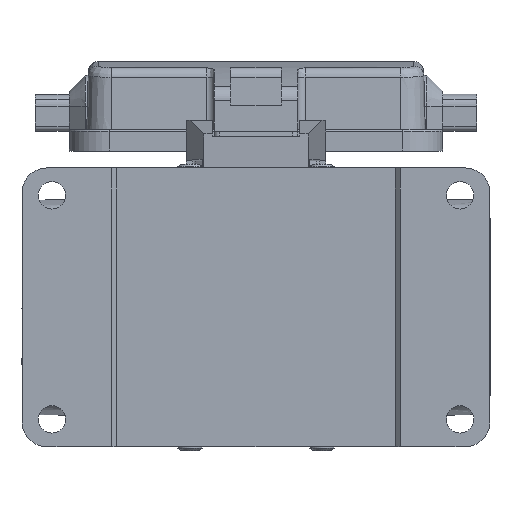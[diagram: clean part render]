
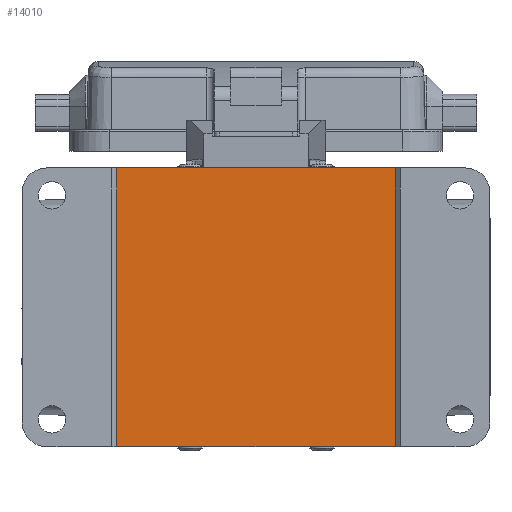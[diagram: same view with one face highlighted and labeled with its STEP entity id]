
A CAD part, front view. The second image highlights one B-rep face of the part: STEP entity #14010.
In plain terms, the highlighted planar face has unit normal (0, -1, 0).
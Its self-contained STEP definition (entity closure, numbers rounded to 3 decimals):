
#4481 = EDGE_LOOP ( 'NONE', ( #10249, #10253, #10266, #10235 ) ) ;
#5032 = PLANE ( 'NONE',  #19620 ) ;
#5033 = CARTESIAN_POINT ( 'NONE',  ( 28., -76., 33.6 ) ) ;
#5035 = DIRECTION ( 'NONE',  ( 0., 1., 0. ) ) ;
#5036 = DIRECTION ( 'NONE',  ( 0., 0., 1. ) ) ;
#5732 = LINE ( 'NONE', #5733, #12139 ) ;
#5733 = CARTESIAN_POINT ( 'NONE',  ( -47., -76., 28. ) ) ;
#5734 = DIRECTION ( 'NONE',  ( 1., 0., 0. ) ) ;
#10235 = ORIENTED_EDGE ( 'NONE', *, *, #10389, .T. ) ;
#10249 = ORIENTED_EDGE ( 'NONE', *, *, #10385, .F. ) ;
#10253 = ORIENTED_EDGE ( 'NONE', *, *, #10396, .T. ) ;
#10266 = ORIENTED_EDGE ( 'NONE', *, *, #10499, .F. ) ;
#10385 = EDGE_CURVE ( 'NONE', #17706, #18013, #12980, .T. ) ;
#10389 = EDGE_CURVE ( 'NONE', #17931, #18013, #12992, .T. ) ;
#10396 = EDGE_CURVE ( 'NONE', #17706, #17939, #13028, .T. ) ;
#10499 = EDGE_CURVE ( 'NONE', #17931, #17939, #5732, .T. ) ;
#12139 = VECTOR ( 'NONE', #5734, 1000. ) ;
#12155 = VECTOR ( 'NONE', #13030, 1000. ) ;
#12168 = VECTOR ( 'NONE', #12982, 1000. ) ;
#12169 = VECTOR ( 'NONE', #12994, 1000. ) ;
#12980 = LINE ( 'NONE', #12981, #12168 ) ;
#12981 = CARTESIAN_POINT ( 'NONE',  ( 47., -76., -28. ) ) ;
#12982 = DIRECTION ( 'NONE',  ( -1., 0., 0. ) ) ;
#12992 = LINE ( 'NONE', #12993, #12169 ) ;
#12993 = CARTESIAN_POINT ( 'NONE',  ( -28., -76., 33.6 ) ) ;
#12994 = DIRECTION ( 'NONE',  ( 0., 0., -1. ) ) ;
#13028 = LINE ( 'NONE', #13029, #12155 ) ;
#13029 = CARTESIAN_POINT ( 'NONE',  ( 28., -76., 33.6 ) ) ;
#13030 = DIRECTION ( 'NONE',  ( 0., 0., 1. ) ) ;
#14010 = ADVANCED_FACE ( 'NONE', ( #19617 ), #5032, .F. ) ;
#16124 = CARTESIAN_POINT ( 'NONE',  ( 28., -76., -28. ) ) ;
#16212 = CARTESIAN_POINT ( 'NONE',  ( -28., -76., 28. ) ) ;
#16213 = CARTESIAN_POINT ( 'NONE',  ( 28., -76., 28. ) ) ;
#16255 = CARTESIAN_POINT ( 'NONE',  ( -28., -76., -28. ) ) ;
#17706 = VERTEX_POINT ( 'NONE', #16124 ) ;
#17931 = VERTEX_POINT ( 'NONE', #16212 ) ;
#17939 = VERTEX_POINT ( 'NONE', #16213 ) ;
#18013 = VERTEX_POINT ( 'NONE', #16255 ) ;
#19617 = FACE_OUTER_BOUND ( 'NONE', #4481, .T. ) ;
#19620 = AXIS2_PLACEMENT_3D ( 'NONE', #5033, #5035, #5036 ) ;
